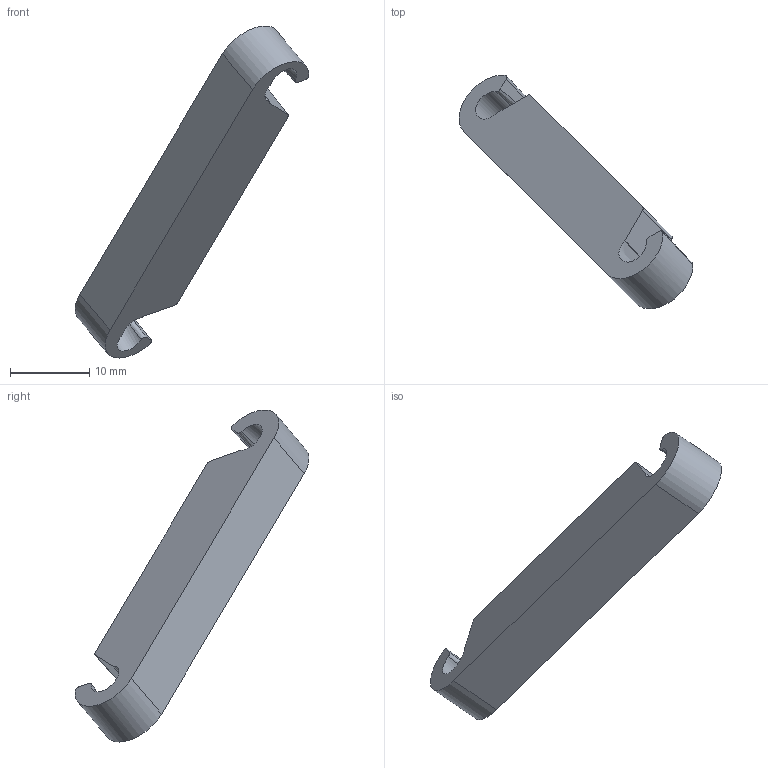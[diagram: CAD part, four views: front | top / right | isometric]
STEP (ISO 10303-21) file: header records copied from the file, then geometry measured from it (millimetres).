
FILE_DESCRIPTION(/* description */ (''),/* implementation_level */ '2;1');
FILE_NAME(/* name */ 'Clip1.step',/* time_stamp */ '2025-11-07T05:40:56+01:00',/* author */ (''),/* organization */ (''),/* preprocessor_version */ 'ST-DEVELOPER v20.1',/* originating_system */ 'Autodesk Translation Framework v14.17.0.0',/* authorisation */ '');
FILE_SCHEMA (('AUTOMOTIVE_DESIGN { 1 0 10303 214 3 1 1 }'));
Length unit declared in the file: millimetre
Products named in the file (1): Clip1
Bounding box: 29.45 x 29.45 x 41.78 mm (x, y, z)
Volume: 2574.7 mm3; surface area: 1649.9 mm2
Topology: 1 solids, 1 shells, 22 faces, 60 edges, 38 vertices
Faces by surface type: plane 8, bspline 6, cylinder 6, cone 2
Entity records: 1139 total; most frequent: CARTESIAN_POINT 571, ORIENTED_EDGE 116, DIRECTION 110, EDGE_CURVE 58, AXIS2_PLACEMENT_3D 45, VERTEX_POINT 38, FACE_OUTER_BOUND 22, EDGE_LOOP 22
